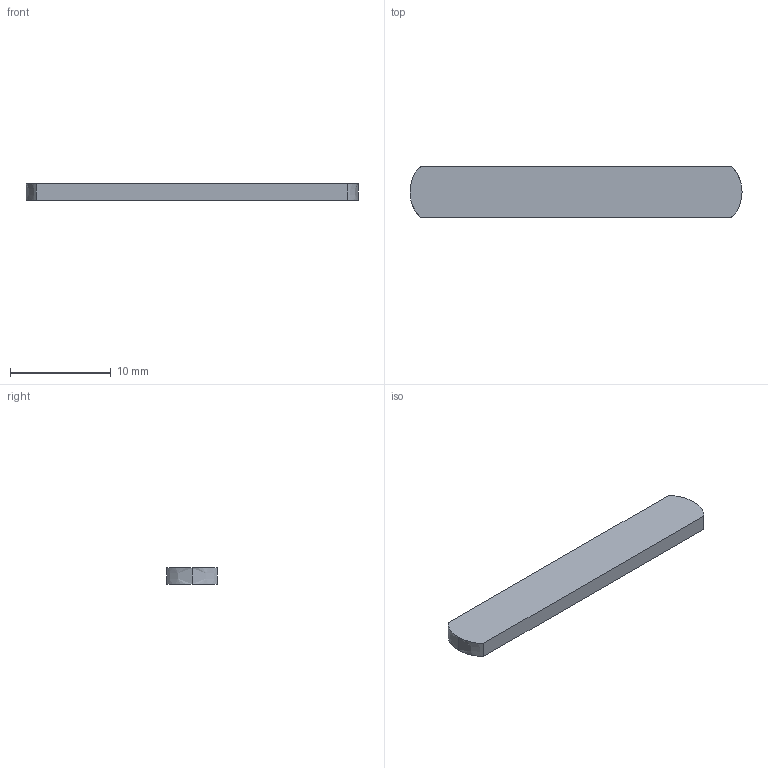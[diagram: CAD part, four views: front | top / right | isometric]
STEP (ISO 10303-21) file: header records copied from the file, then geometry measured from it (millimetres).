
FILE_DESCRIPTION(('FreeCAD Model'),'2;1');
FILE_NAME('headband.step','2019-09-17T22:27:48',( 'Author'),(''),'Open CASCADE STEP processor 7.3','FreeCAD','Unknown' );
FILE_SCHEMA(('AUTOMOTIVE_DESIGN { 1 0 10303 214 1 1 1 1 }'));
Length unit declared in the file: millimetre
Products named in the file (1): Extrude
Bounding box: 33 x 5 x 1.6 mm (x, y, z)
Volume: 259.1 mm3; surface area: 440.7 mm2
Topology: 1 solids, 1 shells, 8 faces, 18 edges, 12 vertices
Faces by surface type: extrusion 6, bspline 2
Entity records: 550 total; most frequent: CARTESIAN_POINT 155, DIRECTION 38, ORIENTED_EDGE 36, VECTOR 36, PCURVE 36, DEFINITIONAL_REPRESENTATION 36, LINE 30, B_SPLINE_CURVE_WITH_KNOTS 30
